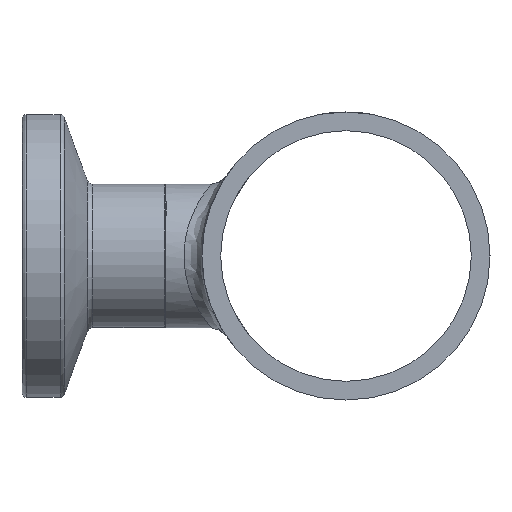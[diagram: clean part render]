
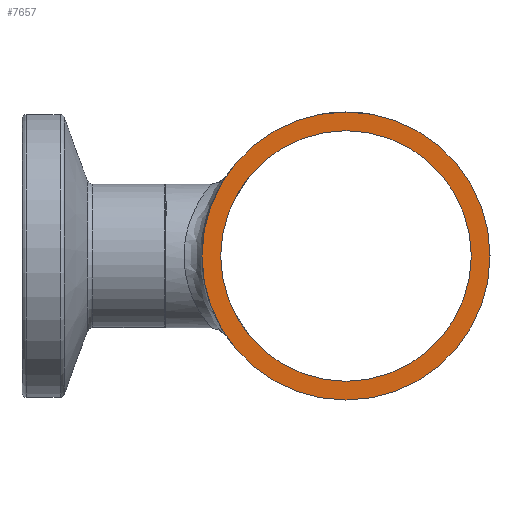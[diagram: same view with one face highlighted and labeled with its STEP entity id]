
A CAD part, left-side view. The second image highlights one B-rep face of the part: STEP entity #7657.
In plain terms, the highlighted planar face has unit normal (-1, 0, 0).
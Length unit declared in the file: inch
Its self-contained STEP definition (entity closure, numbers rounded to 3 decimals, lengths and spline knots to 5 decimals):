
#162=FACE_BOUND('',#1440,.T.);
#350=PLANE('',#8120);
#956=FACE_OUTER_BOUND('',#1439,.T.);
#1439=EDGE_LOOP('',(#7124));
#1440=EDGE_LOOP('',(#7125));
#2622=CIRCLE('',#8071,0.5);
#2642=CIRCLE('',#8119,0.435);
#3745=VERTEX_POINT('',#16671);
#3767=VERTEX_POINT('',#16908);
#4864=EDGE_CURVE('',#3745,#3745,#2622,.T.);
#4887=EDGE_CURVE('',#3767,#3767,#2642,.T.);
#7124=ORIENTED_EDGE('',*,*,#4864,.F.);
#7125=ORIENTED_EDGE('',*,*,#4887,.T.);
#7657=ADVANCED_FACE('',(#956,#162),#350,.T.);
#8071=AXIS2_PLACEMENT_3D('',#16672,#9471,#9472);
#8119=AXIS2_PLACEMENT_3D('',#16909,#9567,#9568);
#8120=AXIS2_PLACEMENT_3D('',#16910,#9569,#9570);
#9471=DIRECTION('center_axis',(1.,0.,0.));
#9472=DIRECTION('ref_axis',(0.,0.,
-1.));
#9567=DIRECTION('center_axis',(1.,0.,0.));
#9568=DIRECTION('ref_axis',(0.,0.,
-1.));
#9569=DIRECTION('center_axis',(-1.,0.,0.));
#9570=DIRECTION('ref_axis',(0.,1.,0.));
#16671=CARTESIAN_POINT('',(-2.125,0.,-0.5));
#16672=CARTESIAN_POINT('Origin',(-2.125,0.,0.));
#16908=CARTESIAN_POINT('',(-2.125,0.,-0.435));
#16909=CARTESIAN_POINT('Origin',(-2.125,0.,0.));
#16910=CARTESIAN_POINT('Origin',(-2.125,0.,-0.4675));
